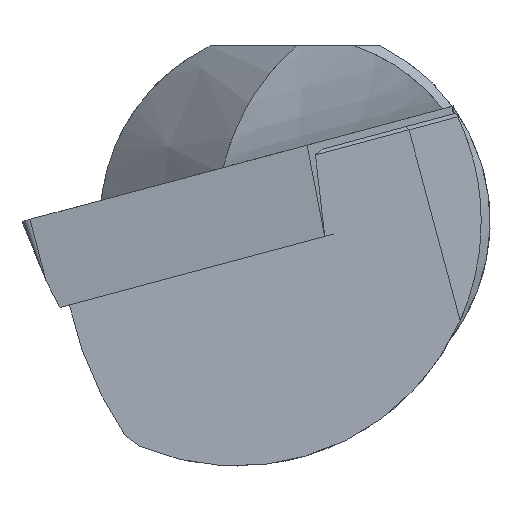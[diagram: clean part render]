
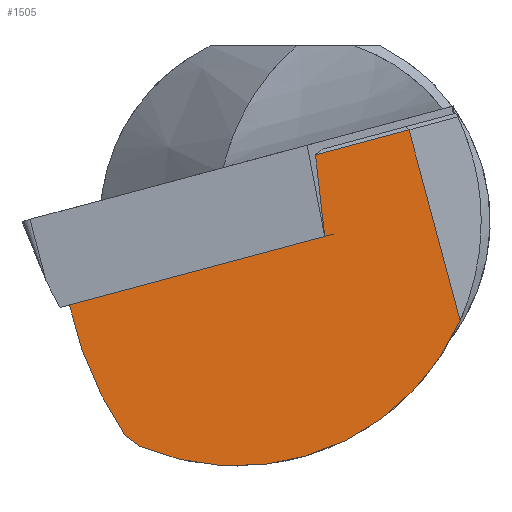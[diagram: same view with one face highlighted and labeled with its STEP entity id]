
A CAD part, left-side view. The second image highlights one B-rep face of the part: STEP entity #1505.
In plain terms, the highlighted planar face has unit normal (-0.998, -0.059, 0.016).
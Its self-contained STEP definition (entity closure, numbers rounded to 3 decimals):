
#143=CIRCLE('',#1649,9.638);
#149=CIRCLE('',#1660,7.002);
#150=CIRCLE('',#1662,6.29);
#523=ORIENTED_EDGE('',*,*,#791,.T.);
#524=ORIENTED_EDGE('',*,*,#712,.T.);
#525=ORIENTED_EDGE('',*,*,#768,.T.);
#526=ORIENTED_EDGE('',*,*,#790,.T.);
#527=ORIENTED_EDGE('',*,*,#792,.T.);
#528=ORIENTED_EDGE('',*,*,#793,.T.);
#529=ORIENTED_EDGE('',*,*,#794,.F.);
#712=EDGE_CURVE('',#895,#894,#1031,.T.);
#768=EDGE_CURVE('',#894,#933,#143,.T.);
#790=EDGE_CURVE('',#933,#947,#149,.T.);
#791=EDGE_CURVE('',#948,#895,#1062,.T.);
#792=EDGE_CURVE('',#947,#949,#150,.T.);
#793=EDGE_CURVE('',#949,#950,#1063,.T.);
#794=EDGE_CURVE('',#948,#950,#1064,.T.);
#894=VERTEX_POINT('',#2638);
#895=VERTEX_POINT('',#2640);
#933=VERTEX_POINT('',#2851);
#947=VERTEX_POINT('',#2929);
#948=VERTEX_POINT('',#2933);
#949=VERTEX_POINT('',#2935);
#950=VERTEX_POINT('',#2937);
#1031=LINE('',#2639,#1155);
#1062=LINE('',#2932,#1186);
#1063=LINE('',#2936,#1187);
#1064=LINE('',#2938,#1188);
#1155=VECTOR('',#1905,1000.);
#1186=VECTOR('',#2020,1000.);
#1187=VECTOR('',#2023,1000.);
#1188=VECTOR('',#2024,1000.);
#1286=EDGE_LOOP('',(#523,#524,#525,#526,#527,#528,#529));
#1377=FACE_BOUND('',#1286,.T.);
#1416=PLANE('',#1661);
#1505=ADVANCED_FACE('',(#1377),#1416,.F.);
#1649=AXIS2_PLACEMENT_3D('',#2852,#1986,#1987);
#1660=AXIS2_PLACEMENT_3D('',#2930,#2016,#2017);
#1661=AXIS2_PLACEMENT_3D('',#2931,#2018,#2019);
#1662=AXIS2_PLACEMENT_3D('',#2934,#2021,#2022);
#1905=DIRECTION('',(-0.061,0.964,-0.258));
#1986=DIRECTION('',(-0.998,-0.059,0.016));
#1987=DIRECTION('',(-0.061,0.976,-0.211));
#2016=DIRECTION('',(-0.998,-0.059,0.016));
#2017=DIRECTION('',(-0.049,0.622,-0.781));
#2018=DIRECTION('',(0.998,0.059,-0.016));
#2019=DIRECTION('',(0.059,-0.998,0.));
#2020=DIRECTION('',(-0.009,-0.113,-0.994));
#2021=DIRECTION('',(-0.998,-0.059,0.016));
#2022=DIRECTION('',(-0.038,0.393,-0.919));
#2023=DIRECTION('',(0.,0.259,0.966));
#2024=DIRECTION('',(0.061,-0.964,0.258));
#2638=CARTESIAN_POINT('',(0.318,-1.214,-2.139));
#2639=CARTESIAN_POINT('',(0.292,-0.804,-2.249));
#2640=CARTESIAN_POINT('',(0.733,-7.76,-0.385));
#2851=CARTESIAN_POINT('',(0.349,-2.63,-5.468));
#2852=CARTESIAN_POINT('',(0.906,-10.617,-0.103));
#2929=CARTESIAN_POINT('',(0.367,-3.021,-5.759));
#2930=CARTESIAN_POINT('',(0.693,-6.986,0.003));
#2931=CARTESIAN_POINT('',(0.068,0.971,-9.756));
#2932=CARTESIAN_POINT('',(0.76,-7.417,2.631));
#2933=CARTESIAN_POINT('',(0.752,-7.523,1.705));
#2934=CARTESIAN_POINT('',(0.605,-5.495,0.019));
#2935=CARTESIAN_POINT('',(0.903,-11.231,-2.544));
#2936=CARTESIAN_POINT('',(0.903,-12.216,-6.222));
#2937=CARTESIAN_POINT('',(0.903,-9.92,2.347));
#2938=CARTESIAN_POINT('',(0.896,-9.802,2.316));
